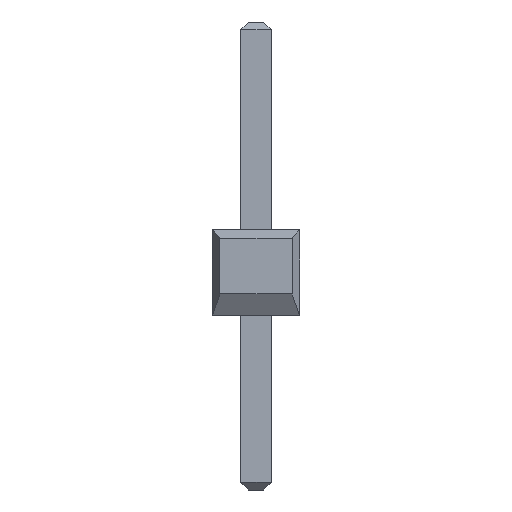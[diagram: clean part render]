
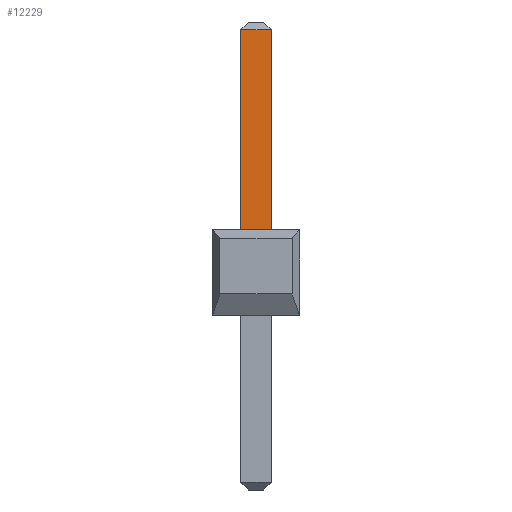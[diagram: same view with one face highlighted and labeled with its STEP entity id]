
A CAD part, left-side view. The second image highlights one B-rep face of the part: STEP entity #12229.
In plain terms, the highlighted planar face has unit normal (-1, 0, 0).
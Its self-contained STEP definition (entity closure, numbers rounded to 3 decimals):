
#11995=CARTESIAN_POINT('',(-0.444,0.444,8.312));
#11994=VERTEX_POINT('',#11995);
#12044=CARTESIAN_POINT('',(-0.444,-0.444,8.312));
#12043=VERTEX_POINT('',#12044);
#12042=EDGE_CURVE('',#12043,#11994,#12047,.T.);
#12047=LINE('',#12044,#12049);
#12049=VECTOR('',#12050,0.889);
#12050=DIRECTION('',(0.0,1.0,0.0));
#12191=CARTESIAN_POINT('',(-0.444,0.444,2.489));
#12190=VERTEX_POINT('',#12191);
#12199=EDGE_CURVE('',#11994,#12190,#12204,.T.);
#12204=LINE('',#11995,#12206);
#12206=VECTOR('',#12207,5.823);
#12207=DIRECTION('',(0.0,0.0,-1.0));
#12229=ADVANCED_FACE('',(#12235),#12230,.T.);
#12230=PLANE('',#12231);
#12231=AXIS2_PLACEMENT_3D('',#12232,#12233,#12234);
#12232=CARTESIAN_POINT('',(-0.444,0.444,2.489));
#12233=DIRECTION('',(-1.0,0.0,0.0));
#12234=DIRECTION('',(0.,0.,1.));
#12235=FACE_OUTER_BOUND('',#12236,.T.);
#12236=EDGE_LOOP('',(#12237,#12247,#12257,#12267));
#12240=CARTESIAN_POINT('',(-0.444,-0.444,2.489));
#12239=VERTEX_POINT('',#12240);
#12238=EDGE_CURVE('',#12239,#12190,#12243,.T.);
#12243=LINE('',#12240,#12245);
#12245=VECTOR('',#12246,0.889);
#12246=DIRECTION('',(0.0,1.0,0.0));
#12237=ORIENTED_EDGE('',*,*,#12238,.F.);
#12248=EDGE_CURVE('',#12043,#12239,#12253,.T.);
#12253=LINE('',#12044,#12255);
#12255=VECTOR('',#12256,5.823);
#12256=DIRECTION('',(0.0,0.0,-1.0));
#12247=ORIENTED_EDGE('',*,*,#12248,.F.);
#12257=ORIENTED_EDGE('',*,*,#12042,.T.);
#12267=ORIENTED_EDGE('',*,*,#12199,.T.);
